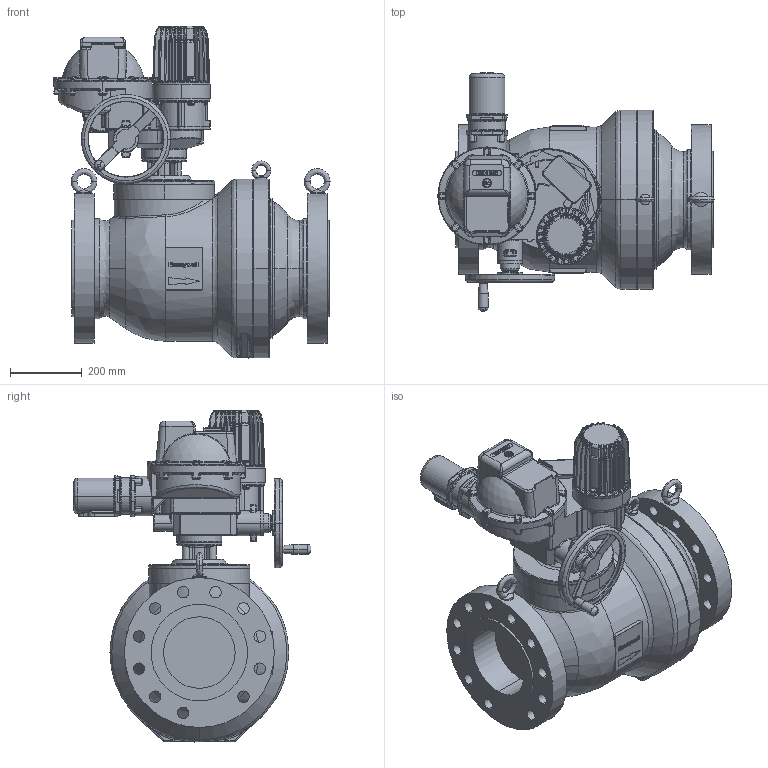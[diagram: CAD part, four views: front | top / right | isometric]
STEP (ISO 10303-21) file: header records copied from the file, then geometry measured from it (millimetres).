
FILE_DESCRIPTION (( 'STEP AP214' ), '1' );
FILE_NAME ('HON530_E-WG_200-200_class_600RF.STEP', '2017-03-02T12:29:58', ( '' ), ( '' ), 'SwSTEP 2.0', 'SolidWorks 2015', '' );
FILE_SCHEMA (( 'AUTOMOTIVE_DESIGN' ));
Products named in the file (1): HON530_E-WG_200-200_class_600RF
Bounding box: 771.79 x 665.1 x 928.05 mm (x, y, z)
Volume: 109425346.5 mm3; surface area: 2752106.8 mm2
Topology: 1 solids, 1 shells, 3311 faces, 8517 edges, 5039 vertices
Faces by surface type: bspline 1349, cylinder 889, plane 677, torus 318, cone 65, sphere 13
Entity records: 324879 total; most frequent: CARTESIAN_POINT 258835, ORIENTED_EDGE 16590, DIRECTION 8987, EDGE_CURVE 8295, VERTEX_POINT 5038, B_SPLINE_CURVE_WITH_KNOTS 4437, EDGE_LOOP 3419, ADVANCED_FACE 3311
